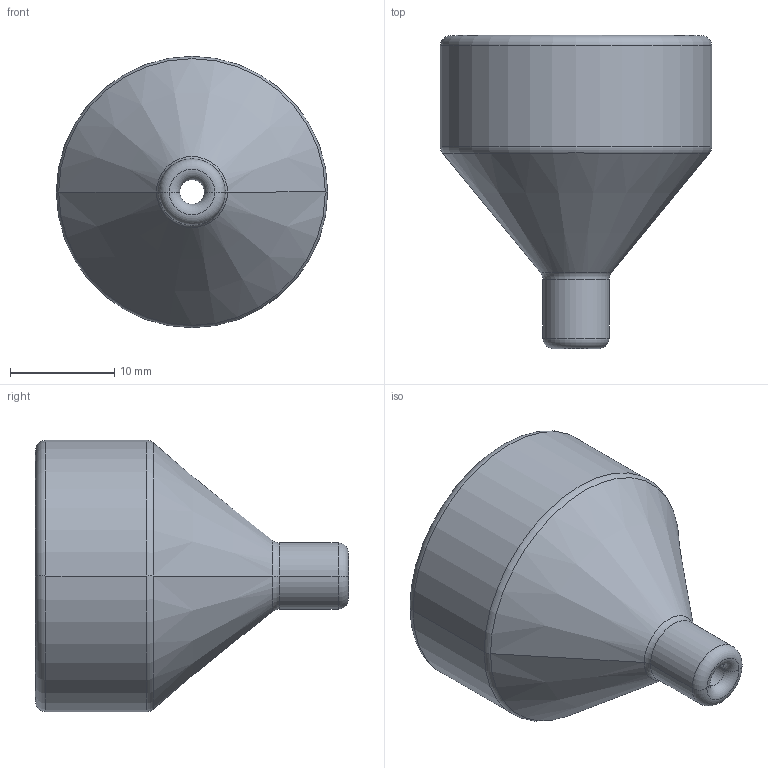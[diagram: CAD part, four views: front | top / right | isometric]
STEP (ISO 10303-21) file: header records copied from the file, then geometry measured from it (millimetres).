
FILE_DESCRIPTION (( 'STEP AP214' ), '1' );
FILE_NAME ('22mm to 0.25 inch adapter.STEP', '2020-03-31T00:13:40', ( '' ), ( '' ), 'SwSTEP 2.0', 'SolidWorks 2017', '' );
FILE_SCHEMA (( 'AUTOMOTIVE_DESIGN' ));
Length unit declared in the file: millimetre
Products named in the file (1): 22mm to 0.25 inch adapter
Bounding box: 26 x 30 x 26 mm (x, y, z)
Volume: 3149.1 mm3; surface area: 3283.9 mm2
Topology: 1 solids, 1 shells, 28 faces, 56 edges, 28 vertices
Faces by surface type: torus 16, cylinder 8, cone 4
Entity records: 758 total; most frequent: DIRECTION 158, CARTESIAN_POINT 113, ORIENTED_EDGE 112, AXIS2_PLACEMENT_3D 73, EDGE_CURVE 56, CIRCLE 44, EDGE_LOOP 28, ADVANCED_FACE 28
